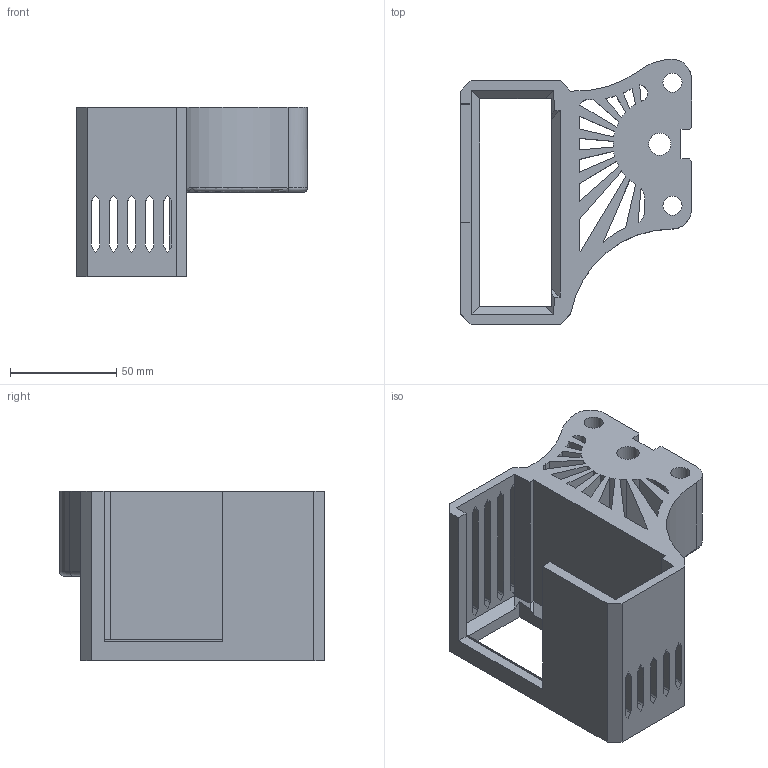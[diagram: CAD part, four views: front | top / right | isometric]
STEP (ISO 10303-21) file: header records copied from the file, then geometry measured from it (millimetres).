
FILE_DESCRIPTION(('FreeCAD Model'),'2;1');
FILE_NAME('HacktomaAdaptor.step','2015-09-08T20:44:31',('Author'),(''), 'Open CASCADE STEP processor 6.8','FreeCAD','Unknown');
FILE_SCHEMA(('AUTOMOTIVE_DESIGN_CC2 { 1 2 10303 214 -1 1 5 4 }'));
Length unit declared in the file: millimetre
Products named in the file (2): ASSEMBLY; HacktomaAdaptor
Assembly tree (1 placements, depth 2):
  ASSEMBLY
    HacktomaAdaptor
Bounding box: 109 x 125 x 80 mm (x, y, z)
Volume: 219769.5 mm3; surface area: 83285.5 mm2
Topology: 1 solids, 1 shells, 236 faces, 669 edges, 431 vertices
Faces by surface type: plane 146, cylinder 76, bspline 6, torus 6, sphere 2
Full cylindrical faces by diameter (mm): 9 x2, 10.5 x1, 15 x2
Entity records: 17292 total; most frequent: CARTESIAN_POINT 4311, DIRECTION 2311, LINE 1454, VECTOR 1454, ORIENTED_EDGE 1334, PCURVE 1334, DEFINITIONAL_REPRESENTATION 1334, EDGE_CURVE 667
